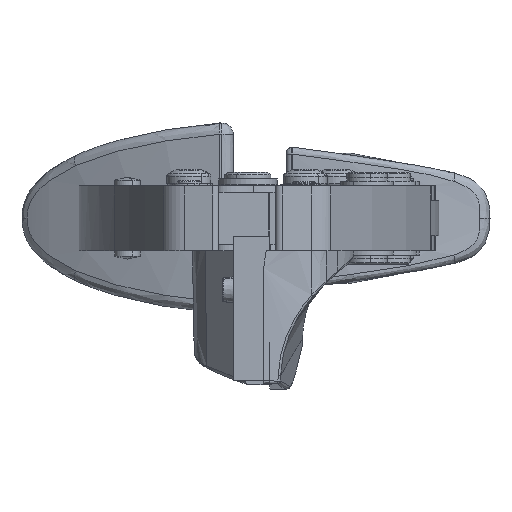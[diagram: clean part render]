
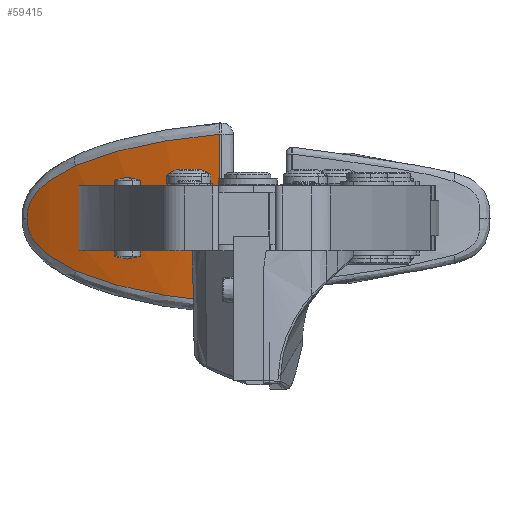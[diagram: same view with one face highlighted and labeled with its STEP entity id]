
A CAD part, left-side view. The second image highlights one B-rep face of the part: STEP entity #59415.
In plain terms, the highlighted cylindrical face has radius 95 mm (diameter 190 mm), a partial arc.
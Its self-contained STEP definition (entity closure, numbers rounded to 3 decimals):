
#59397=AXIS2_PLACEMENT_3D('Cylinder Axis2P3D',#59394,#59395,#59396) ;
#59401=AXIS2_PLACEMENT_3D('Circle Axis2P3D',#59399,#59400,$) ;
#1251=CARTESIAN_POINT('Vertex',(77.29,70.017,24.)) ;
#1291=CARTESIAN_POINT('Vertex',(77.29,70.017,35.2)) ;
#1294=CARTESIAN_POINT('Line Origine',(77.29,70.017,34.2)) ;
#1330=CARTESIAN_POINT('Vertex',(69.137,46.915,44.14)) ;
#1333=CARTESIAN_POINT('Line Origine',(69.137,46.915,39.67)) ;
#1337=CARTESIAN_POINT('Vertex',(69.137,46.915,35.2)) ;
#10101=CARTESIAN_POINT('Vertex',(78.205,71.779,38.716)) ;
#10105=CARTESIAN_POINT('Control Point',(69.137,46.915,44.14)) ;
#10106=CARTESIAN_POINT('Control Point',(69.554,48.87,43.963)) ;
#10107=CARTESIAN_POINT('Control Point',(70.018,50.798,43.759)) ;
#10108=CARTESIAN_POINT('Control Point',(70.528,52.693,43.524)) ;
#10109=CARTESIAN_POINT('Control Point',(71.374,55.547,43.115)) ;
#10110=CARTESIAN_POINT('Control Point',(72.308,58.304,42.627)) ;
#10111=CARTESIAN_POINT('Control Point',(72.644,59.253,42.447)) ;
#10112=CARTESIAN_POINT('Control Point',(73.522,61.637,41.962)) ;
#10113=CARTESIAN_POINT('Control Point',(74.453,63.926,41.411)) ;
#10114=CARTESIAN_POINT('Control Point',(75.035,65.278,41.05)) ;
#10115=CARTESIAN_POINT('Control Point',(76.037,67.489,40.396)) ;
#10116=CARTESIAN_POINT('Control Point',(77.036,69.526,39.671)) ;
#10117=CARTESIAN_POINT('Control Point',(77.44,70.326,39.362)) ;
#10118=CARTESIAN_POINT('Control Point',(77.836,71.086,39.042)) ;
#10119=CARTESIAN_POINT('Control Point',(78.205,71.779,38.716)) ;
#14476=CARTESIAN_POINT('Vertex',(69.137,46.915,15.06)) ;
#14654=CARTESIAN_POINT('Line Origine',(69.137,46.915,19.53)) ;
#14658=CARTESIAN_POINT('Vertex',(69.137,46.915,24.)) ;
#15133=CARTESIAN_POINT('Vertex',(78.205,71.779,20.484)) ;
#15137=CARTESIAN_POINT('Control Point',(78.205,71.779,20.484)) ;
#15138=CARTESIAN_POINT('Control Point',(78.886,73.058,21.086)) ;
#15139=CARTESIAN_POINT('Control Point',(79.555,74.256,21.714)) ;
#15140=CARTESIAN_POINT('Control Point',(80.201,75.361,22.371)) ;
#15141=CARTESIAN_POINT('Control Point',(80.997,76.678,23.287)) ;
#15142=CARTESIAN_POINT('Control Point',(81.668,77.749,24.253)) ;
#15143=CARTESIAN_POINT('Control Point',(81.828,78.001,24.497)) ;
#15144=CARTESIAN_POINT('Control Point',(82.471,79.009,25.558)) ;
#15145=CARTESIAN_POINT('Control Point',(82.931,79.703,26.676)) ;
#15146=CARTESIAN_POINT('Control Point',(83.16,80.042,27.552)) ;
#15147=CARTESIAN_POINT('Control Point',(83.283,80.224,28.525)) ;
#15148=CARTESIAN_POINT('Control Point',(83.28,80.221,29.6)) ;
#15149=CARTESIAN_POINT('Vertex',(83.28,80.221,29.6)) ;
#43654=CARTESIAN_POINT('Control Point',(69.137,46.915,15.06)) ;
#43655=CARTESIAN_POINT('Control Point',(69.554,48.87,15.237)) ;
#43656=CARTESIAN_POINT('Control Point',(70.018,50.798,15.441)) ;
#43657=CARTESIAN_POINT('Control Point',(70.528,52.693,15.676)) ;
#43658=CARTESIAN_POINT('Control Point',(71.374,55.547,16.085)) ;
#43659=CARTESIAN_POINT('Control Point',(72.308,58.304,16.573)) ;
#43660=CARTESIAN_POINT('Control Point',(72.644,59.253,16.753)) ;
#43661=CARTESIAN_POINT('Control Point',(73.522,61.637,17.238)) ;
#43662=CARTESIAN_POINT('Control Point',(74.453,63.926,17.789)) ;
#43663=CARTESIAN_POINT('Control Point',(75.035,65.278,18.15)) ;
#43664=CARTESIAN_POINT('Control Point',(76.037,67.489,18.804)) ;
#43665=CARTESIAN_POINT('Control Point',(77.036,69.526,19.529)) ;
#43666=CARTESIAN_POINT('Control Point',(77.44,70.326,19.838)) ;
#43667=CARTESIAN_POINT('Control Point',(77.836,71.086,20.158)) ;
#43668=CARTESIAN_POINT('Control Point',(78.205,71.779,20.484)) ;
#46586=CARTESIAN_POINT('Control Point',(78.205,71.779,38.716)) ;
#46587=CARTESIAN_POINT('Control Point',(78.807,72.909,38.184)) ;
#46588=CARTESIAN_POINT('Control Point',(79.4,73.976,37.632)) ;
#46589=CARTESIAN_POINT('Control Point',(79.974,74.972,37.057)) ;
#46590=CARTESIAN_POINT('Control Point',(80.799,76.354,36.148)) ;
#46591=CARTESIAN_POINT('Control Point',(81.51,77.499,35.186)) ;
#46592=CARTESIAN_POINT('Control Point',(81.739,77.862,34.85)) ;
#46593=CARTESIAN_POINT('Control Point',(82.446,78.972,33.706)) ;
#46594=CARTESIAN_POINT('Control Point',(82.939,79.714,32.496)) ;
#46595=CARTESIAN_POINT('Control Point',(83.162,80.046,31.625)) ;
#46596=CARTESIAN_POINT('Control Point',(83.283,80.224,30.664)) ;
#46597=CARTESIAN_POINT('Control Point',(83.28,80.221,29.6)) ;
#49880=CARTESIAN_POINT('Control Point',(77.29,70.017,24.)) ;
#49881=CARTESIAN_POINT('Control Point',(75.071,65.634,24.)) ;
#49882=CARTESIAN_POINT('Control Point',(73.136,61.106,24.)) ;
#49883=CARTESIAN_POINT('Control Point',(71.496,56.46,24.)) ;
#49884=CARTESIAN_POINT('Control Point',(70.161,51.721,24.)) ;
#49885=CARTESIAN_POINT('Control Point',(69.137,46.915,24.)) ;
#59394=CARTESIAN_POINT('Axis2P3D Location',(162.051,27.115,29.6)) ;
#59399=CARTESIAN_POINT('Axis2P3D Location',(162.051,27.115,35.2)) ;
#1295=DIRECTION('Vector Direction',(0.,0.,-1.)) ;
#1334=DIRECTION('Vector Direction',(0.,0.,1.)) ;
#14655=DIRECTION('Vector Direction',(0.,0.,1.)) ;
#59395=DIRECTION('Axis2P3D Direction',(0.,0.,1.)) ;
#59396=DIRECTION('Axis2P3D XDirection',(-0.769,0.64,0.)) ;
#59400=DIRECTION('Axis2P3D Direction',(0.,0.,1.)) ;
#1296=VECTOR('Line Direction',#1295,1.) ;
#1335=VECTOR('Line Direction',#1334,1.) ;
#14656=VECTOR('Line Direction',#14655,1.) ;
#59405=ORIENTED_EDGE('',*,*,#1339,.T.) ;
#59406=ORIENTED_EDGE('',*,*,#10120,.F.) ;
#59407=ORIENTED_EDGE('',*,*,#46598,.F.) ;
#59408=ORIENTED_EDGE('',*,*,#15151,.F.) ;
#59409=ORIENTED_EDGE('',*,*,#43669,.F.) ;
#59410=ORIENTED_EDGE('',*,*,#14660,.T.) ;
#59411=ORIENTED_EDGE('',*,*,#49886,.T.) ;
#59412=ORIENTED_EDGE('',*,*,#1298,.F.) ;
#59413=ORIENTED_EDGE('',*,*,#59403,.F.) ;
#59415=ADVANCED_FACE('Hauptk\X2\00F6\X0\rper',(#59414),#59398,.T.) ;
#10104=B_SPLINE_CURVE_WITH_KNOTS('',5,(#10105,#10106,#10107,#10108,#10109,#10110,#10111,#10112,#10113,#10114,#10115,#10116,#10117,#10118,#10119),.UNSPECIFIED.,.F.,.U.,(6,3,3,3,6),(93.928,103.23,108.205,115.926,121.296),.UNSPECIFIED.) ;
#15136=B_SPLINE_CURVE_WITH_KNOTS('',5,(#15137,#15138,#15139,#15140,#15141,#15142,#15143,#15144,#15145,#15146,#15147,#15148),.UNSPECIFIED.,.F.,.U.,(6,3,3,6),(105.64,112.154,114.317,121.463),.UNSPECIFIED.) ;
#43653=B_SPLINE_CURVE_WITH_KNOTS('',5,(#43654,#43655,#43656,#43657,#43658,#43659,#43660,#43661,#43662,#43663,#43664,#43665,#43666,#43667,#43668),.UNSPECIFIED.,.F.,.U.,(6,3,3,3,6),(93.928,103.23,108.205,115.926,121.296),.UNSPECIFIED.) ;
#46585=B_SPLINE_CURVE_WITH_KNOTS('',5,(#46586,#46587,#46588,#46589,#46590,#46591,#46592,#46593,#46594,#46595,#46596,#46597),.UNSPECIFIED.,.F.,.U.,(6,3,3,6),(105.635,111.388,114.386,121.454),.UNSPECIFIED.) ;
#49879=B_SPLINE_CURVE_WITH_KNOTS('',5,(#49880,#49881,#49882,#49883,#49884,#49885),.UNSPECIFIED.,.F.,.U.,(6,6),(0.,34.742),.UNSPECIFIED.) ;
#59402=CIRCLE('generated circle',#59401,95.) ;
#59398=CYLINDRICAL_SURFACE('generated cylinder',#59397,95.) ;
#1298=EDGE_CURVE('',#1292,#1252,#1297,.T.) ;
#1339=EDGE_CURVE('',#1338,#1331,#1336,.T.) ;
#10120=EDGE_CURVE('',#10102,#1331,#10104,.F.) ;
#14660=EDGE_CURVE('',#14477,#14659,#14657,.T.) ;
#15151=EDGE_CURVE('',#15134,#15150,#15136,.T.) ;
#43669=EDGE_CURVE('',#14477,#15134,#43653,.T.) ;
#46598=EDGE_CURVE('',#15150,#10102,#46585,.F.) ;
#49886=EDGE_CURVE('',#14659,#1252,#49879,.F.) ;
#59403=EDGE_CURVE('',#1338,#1292,#59402,.F.) ;
#59404=EDGE_LOOP('',(#59405,#59406,#59407,#59408,#59409,#59410,#59411,#59412,#59413)) ;
#59414=FACE_OUTER_BOUND('',#59404,.T.) ;
#1297=LINE('Line',#1294,#1296) ;
#1336=LINE('Line',#1333,#1335) ;
#14657=LINE('Line',#14654,#14656) ;
#1252=VERTEX_POINT('',#1251) ;
#1292=VERTEX_POINT('',#1291) ;
#1331=VERTEX_POINT('',#1330) ;
#1338=VERTEX_POINT('',#1337) ;
#10102=VERTEX_POINT('',#10101) ;
#14477=VERTEX_POINT('',#14476) ;
#14659=VERTEX_POINT('',#14658) ;
#15134=VERTEX_POINT('',#15133) ;
#15150=VERTEX_POINT('',#15149) ;
